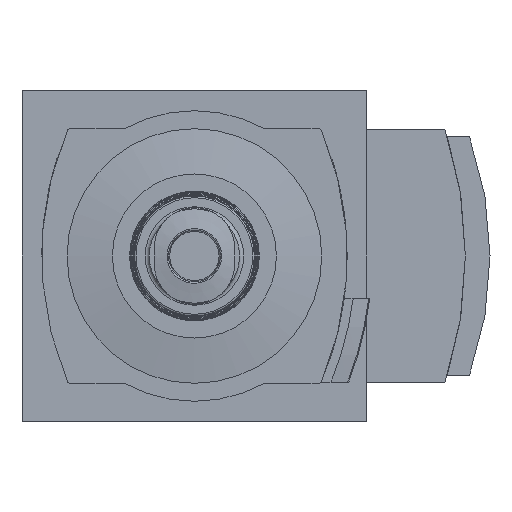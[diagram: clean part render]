
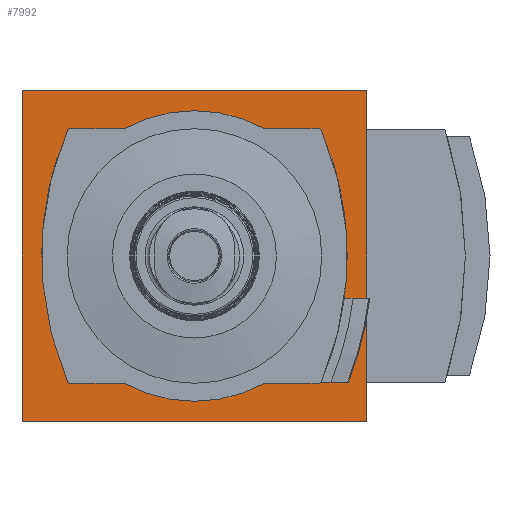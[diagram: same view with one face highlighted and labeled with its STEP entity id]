
A CAD part, front view. The second image highlights one B-rep face of the part: STEP entity #7992.
In plain terms, the highlighted planar face has unit normal (0, -1, 0).
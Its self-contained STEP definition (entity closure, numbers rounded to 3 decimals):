
#147=PLANE('',#8409);
#344=LINE('',#10572,#943);
#450=LINE('',#10794,#1049);
#465=LINE('',#10832,#1064);
#513=LINE('',#10995,#1112);
#630=LINE('',#11343,#1229);
#631=LINE('',#11347,#1230);
#632=LINE('',#11355,#1231);
#633=LINE('',#11359,#1232);
#634=LINE('',#11365,#1233);
#635=LINE('',#11369,#1234);
#943=VECTOR('',#8850,1000.);
#1049=VECTOR('',#9022,1000.);
#1064=VECTOR('',#9051,1000.);
#1112=VECTOR('',#9163,1000.);
#1229=VECTOR('',#9426,1000.);
#1230=VECTOR('',#9429,1000.);
#1231=VECTOR('',#9436,1000.);
#1232=VECTOR('',#9439,1000.);
#1233=VECTOR('',#9444,1000.);
#1234=VECTOR('',#9447,1000.);
#2096=ORIENTED_EDGE('',*,*,#3364,.F.);
#2097=ORIENTED_EDGE('',*,*,#3456,.F.);
#2098=ORIENTED_EDGE('',*,*,#3384,.F.);
#2099=ORIENTED_EDGE('',*,*,#3250,.F.);
#2100=ORIENTED_EDGE('',*,*,#3622,.T.);
#2101=ORIENTED_EDGE('',*,*,#3623,.T.);
#2102=ORIENTED_EDGE('',*,*,#3624,.T.);
#2103=ORIENTED_EDGE('',*,*,#3625,.T.);
#2104=ORIENTED_EDGE('',*,*,#3626,.T.);
#2105=ORIENTED_EDGE('',*,*,#3627,.T.);
#2106=ORIENTED_EDGE('',*,*,#3628,.T.);
#2107=ORIENTED_EDGE('',*,*,#3629,.T.);
#2108=ORIENTED_EDGE('',*,*,#3630,.T.);
#2109=ORIENTED_EDGE('',*,*,#3631,.T.);
#2110=ORIENTED_EDGE('',*,*,#3632,.T.);
#2111=ORIENTED_EDGE('',*,*,#3633,.T.);
#2112=ORIENTED_EDGE('',*,*,#3634,.T.);
#2113=ORIENTED_EDGE('',*,*,#3635,.F.);
#2114=ORIENTED_EDGE('',*,*,#3636,.T.);
#3250=EDGE_CURVE('',#4077,#4078,#344,.T.);
#3364=EDGE_CURVE('',#4160,#4077,#450,.T.);
#3384=EDGE_CURVE('',#4078,#4177,#465,.T.);
#3456=EDGE_CURVE('',#4177,#4160,#513,.T.);
#3622=EDGE_CURVE('',#4379,#4380,#4664,.T.);
#3623=EDGE_CURVE('',#4380,#4381,#630,.T.);
#3624=EDGE_CURVE('',#4381,#4382,#4665,.T.);
#3625=EDGE_CURVE('',#4382,#4383,#631,.T.);
#3626=EDGE_CURVE('',#4383,#4384,#4666,.T.);
#3627=EDGE_CURVE('',#4384,#4385,#4667,.T.);
#3628=EDGE_CURVE('',#4385,#4386,#4668,.T.);
#3629=EDGE_CURVE('',#4386,#4387,#632,.T.);
#3630=EDGE_CURVE('',#4387,#4388,#4669,.T.);
#3631=EDGE_CURVE('',#4388,#4389,#633,.T.);
#3632=EDGE_CURVE('',#4389,#4390,#4670,.T.);
#3633=EDGE_CURVE('',#4390,#4391,#4671,.T.);
#3634=EDGE_CURVE('',#4391,#4392,#634,.T.);
#3635=EDGE_CURVE('',#4393,#4392,#4672,.T.);
#3636=EDGE_CURVE('',#4393,#4379,#635,.T.);
#4077=VERTEX_POINT('',#10571);
#4078=VERTEX_POINT('',#10573);
#4160=VERTEX_POINT('',#10793);
#4177=VERTEX_POINT('',#10833);
#4379=VERTEX_POINT('',#11341);
#4380=VERTEX_POINT('',#11342);
#4381=VERTEX_POINT('',#11344);
#4382=VERTEX_POINT('',#11346);
#4383=VERTEX_POINT('',#11348);
#4384=VERTEX_POINT('',#11350);
#4385=VERTEX_POINT('',#11352);
#4386=VERTEX_POINT('',#11354);
#4387=VERTEX_POINT('',#11356);
#4388=VERTEX_POINT('',#11358);
#4389=VERTEX_POINT('',#11360);
#4390=VERTEX_POINT('',#11362);
#4391=VERTEX_POINT('',#11364);
#4392=VERTEX_POINT('',#11366);
#4393=VERTEX_POINT('',#11368);
#4664=CIRCLE('',#8410,0.3);
#4665=CIRCLE('',#8411,17.7);
#4666=CIRCLE('',#8412,0.3);
#4667=CIRCLE('',#8413,38.9);
#4668=CIRCLE('',#8414,0.3);
#4669=CIRCLE('',#8415,17.7);
#4670=CIRCLE('',#8416,0.3);
#4671=CIRCLE('',#8417,38.9);
#4672=CIRCLE('',#8418,39.95);
#4865=EDGE_LOOP('',(#2096,#2097,#2098,#2099));
#4866=EDGE_LOOP('',(#2100,#2101,#2102,#2103,#2104,#2105,#2106,#2107,#2108,
#2109,#2110,#2111,#2112,#2113,#2114));
#5257=FACE_BOUND('',#4865,.T.);
#5258=FACE_BOUND('',#4866,.T.);
#7992=ADVANCED_FACE('',(#5257,#5258),#147,.F.);
#8409=AXIS2_PLACEMENT_3D('',#11339,#9422,#9423);
#8410=AXIS2_PLACEMENT_3D('',#11340,#9424,#9425);
#8411=AXIS2_PLACEMENT_3D('',#11345,#9427,#9428);
#8412=AXIS2_PLACEMENT_3D('',#11349,#9430,#9431);
#8413=AXIS2_PLACEMENT_3D('',#11351,#9432,#9433);
#8414=AXIS2_PLACEMENT_3D('',#11353,#9434,#9435);
#8415=AXIS2_PLACEMENT_3D('',#11357,#9437,#9438);
#8416=AXIS2_PLACEMENT_3D('',#11361,#9440,#9441);
#8417=AXIS2_PLACEMENT_3D('',#11363,#9442,#9443);
#8418=AXIS2_PLACEMENT_3D('',#11367,#9445,#9446);
#8850=DIRECTION('',(0.,0.,1.));
#9022=DIRECTION('',(-1.,0.,0.));
#9051=DIRECTION('',(1.,0.,0.));
#9163=DIRECTION('',(0.,0.,-1.));
#9422=DIRECTION('',(0.,1.,0.));
#9423=DIRECTION('',(0.,0.,1.));
#9424=DIRECTION('',(0.,1.,0.));
#9425=DIRECTION('',(1.,0.,0.));
#9426=DIRECTION('',(-1.,0.,0.));
#9427=DIRECTION('',(0.,1.,0.));
#9428=DIRECTION('',(1.,0.,0.));
#9429=DIRECTION('',(-1.,0.,0.));
#9430=DIRECTION('',(0.,1.,0.));
#9431=DIRECTION('',(1.,0.,0.));
#9432=DIRECTION('',(0.,1.,0.));
#9433=DIRECTION('',(1.,0.,0.));
#9434=DIRECTION('',(0.,1.,0.));
#9435=DIRECTION('',(1.,0.,0.));
#9436=DIRECTION('',(1.,0.,0.));
#9437=DIRECTION('',(0.,1.,0.));
#9438=DIRECTION('',(1.,0.,0.));
#9439=DIRECTION('',(1.,0.,0.));
#9440=DIRECTION('',(0.,1.,0.));
#9441=DIRECTION('',(1.,0.,0.));
#9442=DIRECTION('',(0.,1.,0.));
#9443=DIRECTION('',(1.,0.,0.));
#9444=DIRECTION('',(1.,0.,0.));
#9445=DIRECTION('',(0.,-1.,0.));
#9446=DIRECTION('',(0.,0.,-1.));
#9447=DIRECTION('',(-1.,0.,0.));
#10571=CARTESIAN_POINT('',(-21.,-31.5,-20.1));
#10572=CARTESIAN_POINT('',(-21.,-31.5,-20.1));
#10573=CARTESIAN_POINT('',(-21.,-31.5,20.1));
#10793=CARTESIAN_POINT('',(21.,-31.5,-20.1));
#10794=CARTESIAN_POINT('',(21.,-31.5,-20.1));
#10832=CARTESIAN_POINT('',(-21.,-31.5,20.1));
#10833=CARTESIAN_POINT('',(21.,-31.5,20.1));
#10995=CARTESIAN_POINT('',(21.,-31.5,20.1));
#11339=CARTESIAN_POINT('',(0.,-31.5,0.));
#11340=CARTESIAN_POINT('',(15.181,-31.5,-15.2));
#11341=CARTESIAN_POINT('',(15.442,-31.5,-15.349));
#11342=CARTESIAN_POINT('',(15.181,-31.5,-15.5));
#11343=CARTESIAN_POINT('',(14.091,-31.5,-15.5));
#11344=CARTESIAN_POINT('',(8.546,-31.5,-15.5));
#11345=CARTESIAN_POINT('',(0.,-31.5,0.));
#11346=CARTESIAN_POINT('',(-8.546,-31.5,-15.5));
#11347=CARTESIAN_POINT('',(-8.546,-31.5,-15.5));
#11348=CARTESIAN_POINT('',(-15.181,-31.5,-15.5));
#11349=CARTESIAN_POINT('',(-15.181,-31.5,-15.2));
#11350=CARTESIAN_POINT('',(-15.457,-31.5,-15.318));
#11351=CARTESIAN_POINT('',(20.3,-31.5,0.));
#11352=CARTESIAN_POINT('',(-15.457,-31.5,15.318));
#11353=CARTESIAN_POINT('',(-15.181,-31.5,15.2));
#11354=CARTESIAN_POINT('',(-15.181,-31.5,15.5));
#11355=CARTESIAN_POINT('',(-15.181,-31.5,15.5));
#11356=CARTESIAN_POINT('',(-8.546,-31.5,15.5));
#11357=CARTESIAN_POINT('',(0.,-31.5,0.));
#11358=CARTESIAN_POINT('',(8.546,-31.5,15.5));
#11359=CARTESIAN_POINT('',(8.546,-31.5,15.5));
#11360=CARTESIAN_POINT('',(15.181,-31.5,15.5));
#11361=CARTESIAN_POINT('',(15.181,-31.5,15.2));
#11362=CARTESIAN_POINT('',(15.457,-31.5,15.318));
#11363=CARTESIAN_POINT('',(-20.3,-31.5,0.));
#11364=CARTESIAN_POINT('',(18.259,-31.5,-5.142));
#11365=CARTESIAN_POINT('',(17.25,-31.5,-5.142));
#11366=CARTESIAN_POINT('',(19.337,-31.5,-5.142));
#11367=CARTESIAN_POINT('',(-20.3,-31.5,-0.15));
#11368=CARTESIAN_POINT('',(16.646,-31.5,-15.349));
#11369=CARTESIAN_POINT('',(30.,-31.5,-15.349));
